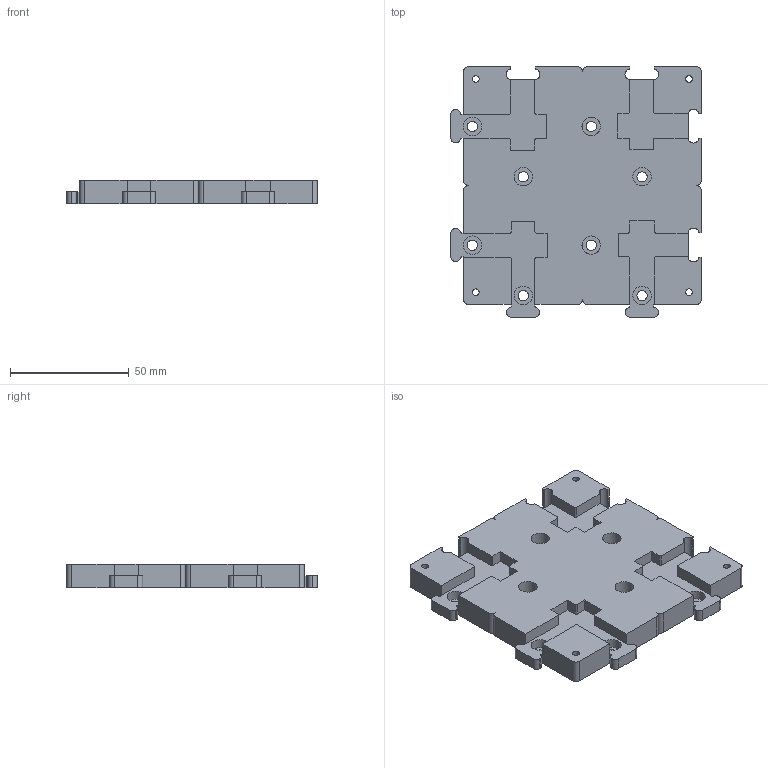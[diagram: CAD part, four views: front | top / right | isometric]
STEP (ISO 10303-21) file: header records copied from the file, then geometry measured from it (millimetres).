
FILE_DESCRIPTION(/* description */ (''),/* implementation_level */ '2;1');
FILE_NAME(/* name */ '30_Multiwellplateholder_upright_borstel_v3.ipt.step',/* time_stamp */ '2022-11-29T08:24:29+01:00',/* author */ ('diederichbenedict'),/* organization */ (''),/* preprocessor_version */ 'ST-DEVELOPER v18.1',/* originating_system */ 'Autodesk Inventor 2022',/* authorisation */ '');
FILE_SCHEMA (('AUTOMOTIVE_DESIGN { 1 0 10303 214 3 1 1 }'));
Length unit declared in the file: millimetre
Products named in the file (1): 30_Multiwellplateholder_upright_borstel_v3
Bounding box: 105.4 x 105.4 x 10.1 mm (x, y, z)
Volume: 81279.9 mm3; surface area: 32883.9 mm2
Topology: 1 solids, 33 shells, 418 faces, 888 edges, 590 vertices
Faces by surface type: plane 238, cylinder 180
Full cylindrical faces by diameter (mm): 2.8 x4, 4.3 x8, 4.8 x16, 4.9 x64, 7.8 x4
Entity records: 11397 total; most frequent: DIRECTION 2102, CARTESIAN_POINT 1897, ORIENTED_EDGE 1776, EDGE_CURVE 888, AXIS2_PLACEMENT_3D 795, VERTEX_POINT 590, LINE 512, VECTOR 512
